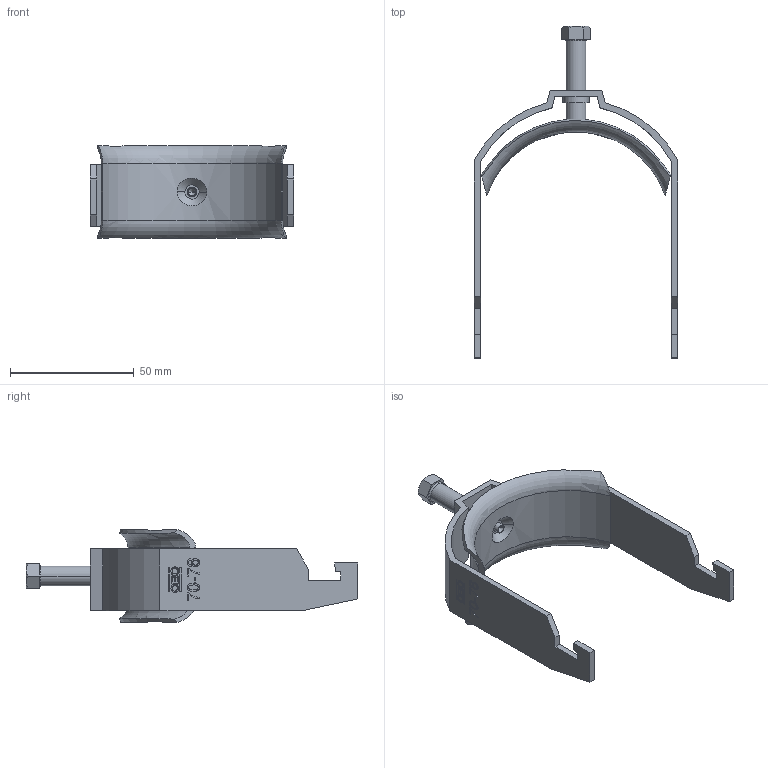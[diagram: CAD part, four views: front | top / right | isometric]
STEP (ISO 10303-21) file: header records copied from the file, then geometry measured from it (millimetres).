
FILE_DESCRIPTION (( 'STEP AP214' ), '1' );
FILE_NAME ('1186576.STEP', '2023-09-01T09:29:28', ( '' ), ( '' ), 'SwSTEP 2.0', 'SolidWorks 2022', '' );
FILE_SCHEMA (( 'AUTOMOTIVE_DESIGN' ));
Length unit declared in the file: millimetre
Products named in the file (4): 142313_Druckschraube - M8 x 33; 157117_1Fach; 203495_Standard; 1186576
Assembly tree (3 placements, depth 2):
  1186576
    157117_1Fach
    142313_Druckschraube - M8 x 33
    203495_Standard
Bounding box: 82 x 134 x 37.64 mm (x, y, z)
Volume: 22827.5 mm3; surface area: 22943.6 mm2
Topology: 3 solids, 3 shells, 221 faces, 571 edges, 378 vertices
Faces by surface type: plane 124, bspline 45, cylinder 34, cone 10, torus 8
Entity records: 11097 total; most frequent: CARTESIAN_POINT 5361, ORIENTED_EDGE 1134, DIRECTION 893, EDGE_CURVE 567, VERTEX_POINT 378, VECTOR 329, LINE 329, AXIS2_PLACEMENT_3D 282
